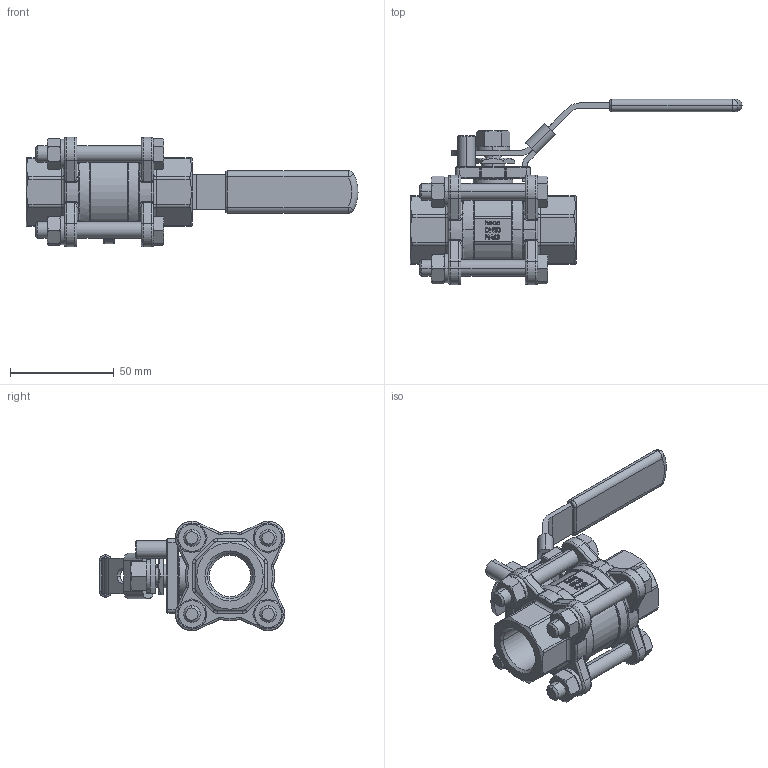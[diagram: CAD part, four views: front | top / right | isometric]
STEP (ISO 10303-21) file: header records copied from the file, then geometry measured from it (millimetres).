
FILE_DESCRIPTION (( 'STEP AP214' ), '1' );
FILE_NAME ('K3-034-0IG-4 Kugelhahn heco step214.STEP', '2011-02-17T14:16:35', ( 'Azubi CAD' ), ( 'heco GmbH' ), 'SwSTEP 2.0', 'SolidWorks 2005235', '' );
FILE_SCHEMA (( 'AUTOMOTIVE_DESIGN' ));
Length unit declared in the file: millimetre
Products named in the file (1): K3-034-0IG-4 Kugelhahn heco step214
Bounding box: 160 x 89.36 x 52.77 mm (x, y, z)
Volume: 113122.4 mm3; surface area: 41292.2 mm2
Topology: 1 solids, 1 shells, 1214 faces, 3014 edges, 1840 vertices
Faces by surface type: plane 428, cylinder 269, bspline 248, cone 128, torus 125, sphere 16
Entity records: 85557 total; most frequent: CARTESIAN_POINT 44966, ORIENTED_EDGE 5996, DIRECTION 5130, EDGE_CURVE 2998, AXIS2_PLACEMENT_3D 1893, VERTEX_POINT 1840, VECTOR 1344, LINE 1344
